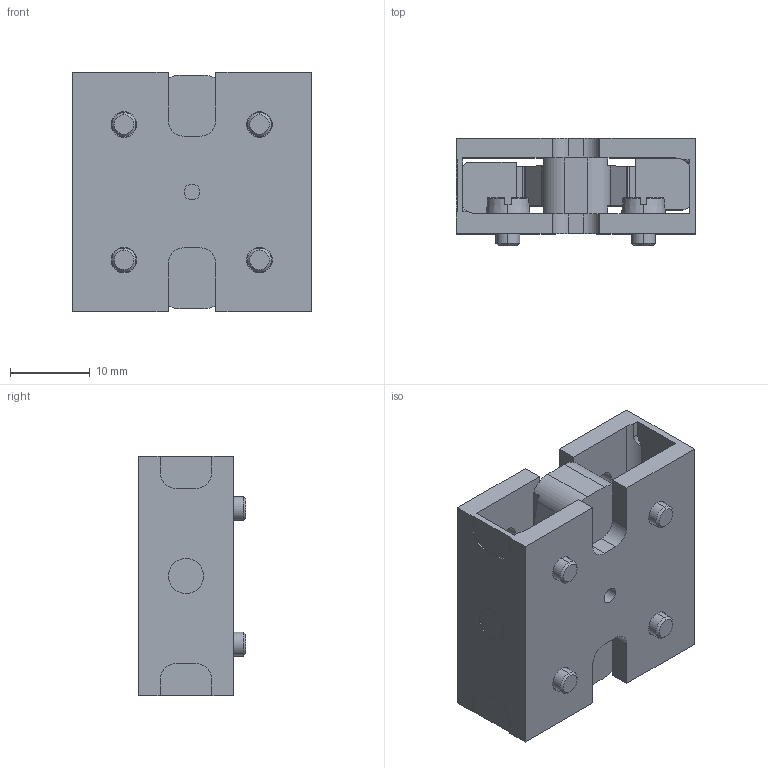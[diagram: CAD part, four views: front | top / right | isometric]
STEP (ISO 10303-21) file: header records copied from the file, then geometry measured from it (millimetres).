
FILE_DESCRIPTION (( 'STEP AP203' ), '1' );
FILE_NAME ('012255_Assy_X60S.STEP', '2015-03-25T08:18:32', ( 'Admin' ), ( 'Cedrat' ), 'SwSTEP 2.0', 'SolidWorks 2012', '' );
FILE_SCHEMA (( 'CONFIG_CONTROL_DESIGN' ));
Length unit declared in the file: millimetre
Products named in the file (7): Vis A2(50) CHc M02.0 - 005.0 - 005.0_Simplifi‚; 000612_Ass APA60S 02 +0.000; 000076_CMA 05.00x05.00x20.00; 000613_Coque APA60SM 02 -0.229; 002494_Plateau_mobile4; 012255_Assy_X60S; Vis A2(50) C M03.0 - 004.0 - 004.0_Simplifie
Assembly tree (10 placements, depth 3):
  012255_Assy_X60S
    002494_Plateau_mobile4
    000612_Ass APA60S 02 +0.000
      000613_Coque APA60SM 02 -0.229
      000076_CMA 05.00x05.00x20.00
    Vis A2(50) CHc M02.0 - 005.0 - 005.0_Simplifi‚  x2
    Vis A2(50) C M03.0 - 004.0 - 004.0_Simplifie  x4
Bounding box: 30 x 13.5 x 30 mm (x, y, z)
Volume: 7745 mm3; surface area: 7686.8 mm2
Topology: 9 solids, 11 shells, 283 faces, 730 edges, 470 vertices
Faces by surface type: plane 157, cylinder 86, cone 24, torus 16
Entity records: 7654 total; most frequent: CARTESIAN_POINT 1295, DIRECTION 1190, ORIENTED_EDGE 1136, EDGE_CURVE 568, AXIS2_PLACEMENT_3D 409, LINE 372, VECTOR 372, VERTEX_POINT 371
